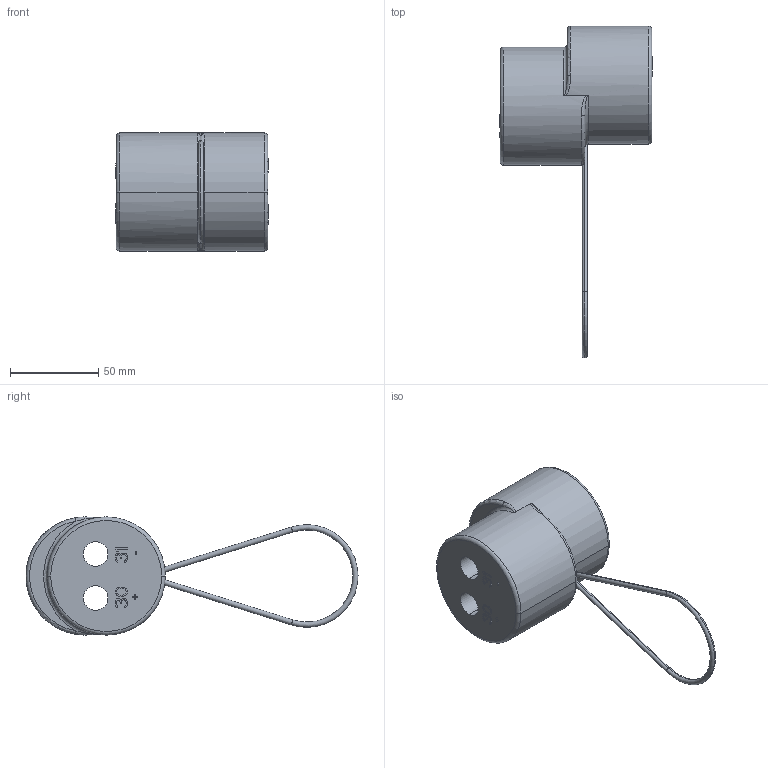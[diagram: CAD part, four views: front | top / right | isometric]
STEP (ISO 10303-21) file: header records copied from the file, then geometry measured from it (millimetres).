
FILE_DESCRIPTION((''),'2;1');
FILE_NAME('301083','2020-09-04T16:30:37',('teru'),(''),'CREO PARAMETRIC BY PTC INC, 2017380','CREO PARAMETRIC BY PTC INC, 2017380','');
FILE_SCHEMA(('CONFIG_CONTROL_DESIGN'));
Length unit declared in the file: millimetre
Products named in the file (1): 301083
Bounding box: 86.6 x 188.38 x 67 mm (x, y, z)
Volume: 286260.6 mm3; surface area: 35762.4 mm2
Topology: 1 solids, 1 shells, 408 faces, 1166 edges, 772 vertices
Faces by surface type: plane 382, cylinder 12, torus 10, bspline 4
Entity records: 13680 total; most frequent: CARTESIAN_POINT 2979, ORIENTED_EDGE 2332, DIRECTION 2002, EDGE_CURVE 1166, VECTOR 1104, LINE 1104, VERTEX_POINT 772, AXIS2_PLACEMENT_3D 449
